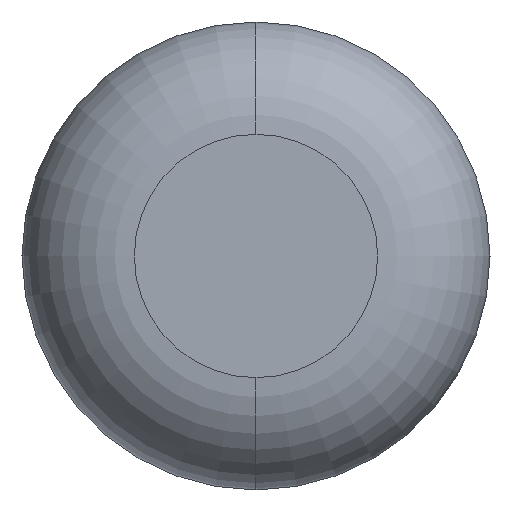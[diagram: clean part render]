
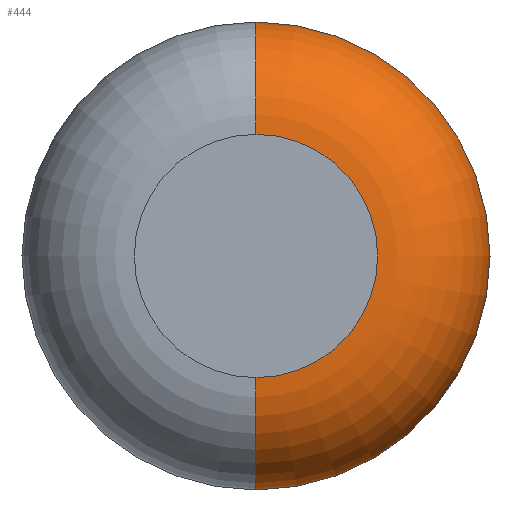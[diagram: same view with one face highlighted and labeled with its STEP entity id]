
A CAD part, front view. The second image highlights one B-rep face of the part: STEP entity #444.
In plain terms, the highlighted toroidal (fillet/blend) face has major radius 0.826 mm and minor radius 0.762 mm.
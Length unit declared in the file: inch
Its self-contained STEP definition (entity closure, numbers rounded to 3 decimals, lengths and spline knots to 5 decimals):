
#13 = CIRCLE ( 'NONE', #548, 0.03 ) ;
#19 = EDGE_CURVE ( 'NONE', #150, #110, #230, .T. ) ;
#23 = ORIENTED_EDGE ( 'NONE', *, *, #235, .T. ) ;
#24 = DIRECTION ( 'NONE',  ( 0., 0., -1. ) ) ;
#25 = DIRECTION ( 'NONE',  ( 0., -1., 0. ) ) ;
#60 = VERTEX_POINT ( 'NONE', #119 ) ;
#98 = DIRECTION ( 'NONE',  ( 0., -1., 0. ) ) ;
#100 = CARTESIAN_POINT ( 'NONE',  ( 0., 0.03, 0.0325 ) ) ;
#110 = VERTEX_POINT ( 'NONE', #307 ) ;
#117 = AXIS2_PLACEMENT_3D ( 'NONE', #194, #470, #340 ) ;
#119 = CARTESIAN_POINT ( 'NONE',  ( 0., 0., -0.0325 ) ) ;
#138 = EDGE_LOOP ( 'NONE', ( #454, #23, #165, #264 ) ) ;
#150 = VERTEX_POINT ( 'NONE', #353 ) ;
#151 = CARTESIAN_POINT ( 'NONE',  ( 0., 0., 0. ) ) ;
#165 = ORIENTED_EDGE ( 'NONE', *, *, #250, .F. ) ;
#194 = CARTESIAN_POINT ( 'NONE',  ( 0., 0.03, 0. ) ) ;
#230 = CIRCLE ( 'NONE', #313, 0.0625 ) ;
#233 = DIRECTION ( 'NONE',  ( 0., 0., -1. ) ) ;
#235 = EDGE_CURVE ( 'NONE', #110, #449, #542, .T. ) ;
#240 = CARTESIAN_POINT ( 'NONE',  ( 0., 0.03, 0. ) ) ;
#250 = EDGE_CURVE ( 'NONE', #60, #449, #443, .T. ) ;
#253 = CARTESIAN_POINT ( 'NONE',  ( 0., 0., 0.0325 ) ) ;
#264 = ORIENTED_EDGE ( 'NONE', *, *, #339, .F. ) ;
#270 = AXIS2_PLACEMENT_3D ( 'NONE', #151, #98, #24 ) ;
#275 = DIRECTION ( 'NONE',  ( -1., 0., 0. ) ) ;
#307 = CARTESIAN_POINT ( 'NONE',  ( 0., 0.03, 0.0625 ) ) ;
#313 = AXIS2_PLACEMENT_3D ( 'NONE', #240, #25, #379 ) ;
#320 = DIRECTION ( 'NONE',  ( 0., 0., 1. ) ) ;
#329 = CARTESIAN_POINT ( 'NONE',  ( 0., 0.03, -0.0325 ) ) ;
#339 = EDGE_CURVE ( 'NONE', #150, #60, #13, .T. ) ;
#340 = DIRECTION ( 'NONE',  ( 0., 0., -1. ) ) ;
#353 = CARTESIAN_POINT ( 'NONE',  ( 0., 0.03, -0.0625 ) ) ;
#373 = TOROIDAL_SURFACE ( 'NONE', #117, 0.0325, 0.03 ) ;
#379 = DIRECTION ( 'NONE',  ( 0., 0., -1. ) ) ;
#424 = FACE_OUTER_BOUND ( 'NONE', #138, .T. ) ;
#443 = CIRCLE ( 'NONE', #270, 0.0325 ) ;
#444 = ADVANCED_FACE ( 'NONE', ( #424 ), #373, .T. ) ;
#449 = VERTEX_POINT ( 'NONE', #253 ) ;
#454 = ORIENTED_EDGE ( 'NONE', *, *, #19, .T. ) ;
#470 = DIRECTION ( 'NONE',  ( 0., -1., 0. ) ) ;
#474 = AXIS2_PLACEMENT_3D ( 'NONE', #100, #497, #233 ) ;
#497 = DIRECTION ( 'NONE',  ( 1., 0., 0. ) ) ;
#542 = CIRCLE ( 'NONE', #474, 0.03 ) ;
#548 = AXIS2_PLACEMENT_3D ( 'NONE', #329, #275, #320 ) ;
